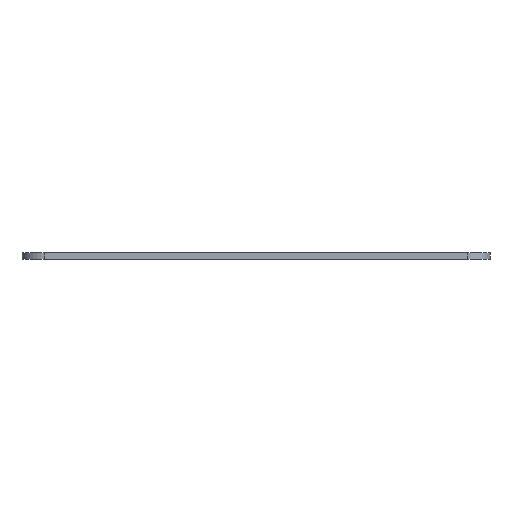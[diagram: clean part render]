
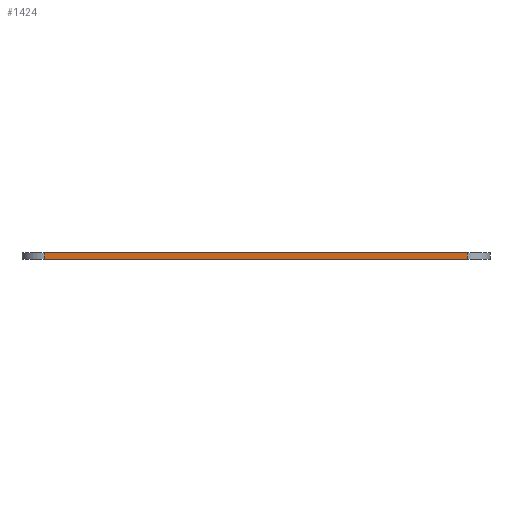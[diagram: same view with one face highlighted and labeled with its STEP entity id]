
A CAD part, left-side view. The second image highlights one B-rep face of the part: STEP entity #1424.
In plain terms, the highlighted planar face has unit normal (-1, 0, 0).
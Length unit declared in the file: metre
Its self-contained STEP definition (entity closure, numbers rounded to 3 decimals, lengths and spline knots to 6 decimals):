
#76=ORIENTED_EDGE('',*,*,#463,.F.);
#77=ORIENTED_EDGE('',*,*,#464,.F.);
#78=ORIENTED_EDGE('',*,*,#465,.T.);
#79=ORIENTED_EDGE('',*,*,#461,.T.);
#461=EDGE_CURVE('',#653,#652,#788,.T.);
#463=EDGE_CURVE('',#654,#652,#789,.T.);
#464=EDGE_CURVE('',#655,#654,#790,.T.);
#465=EDGE_CURVE('',#655,#653,#791,.T.);
#652=VERTEX_POINT('',#1998);
#653=VERTEX_POINT('',#2000);
#654=VERTEX_POINT('',#2004);
#655=VERTEX_POINT('',#2006);
#788=LINE('',#1999,#960);
#789=LINE('',#2003,#961);
#790=LINE('',#2005,#962);
#791=LINE('',#2007,#963);
#960=VECTOR('',#1634,1.);
#961=VECTOR('',#1639,1.);
#962=VECTOR('',#1640,1.);
#963=VECTOR('',#1641,1.);
#1126=EDGE_LOOP('',(#76,#77,#78,#79));
#1246=FACE_BOUND('',#1126,.T.);
#1363=PLANE('',#1515);
#1424=ADVANCED_FACE('',(#1246),#1363,.T.);
#1515=AXIS2_PLACEMENT_3D('',#2002,#1637,#1638);
#1634=DIRECTION('',(0.,0.,-1.));
#1637=DIRECTION('',(-1.,0.,0.));
#1638=DIRECTION('',(0.,0.,1.));
#1639=DIRECTION('',(0.,1.,0.));
#1640=DIRECTION('',(0.,0.,-1.));
#1641=DIRECTION('',(0.,1.,0.));
#1998=CARTESIAN_POINT('',(0.004,-0.009,0.));
#1999=CARTESIAN_POINT('',(0.004,-0.009,0.0015));
#2000=CARTESIAN_POINT('',(0.004,-0.009,0.0015));
#2002=CARTESIAN_POINT('',(0.004,-0.05575,0.0015));
#2003=CARTESIAN_POINT('',(0.004,-0.05575,0.));
#2004=CARTESIAN_POINT('',(0.004,-0.1025,0.));
#2005=CARTESIAN_POINT('',(0.004,-0.1025,0.0015));
#2006=CARTESIAN_POINT('',(0.004,-0.1025,0.0015));
#2007=CARTESIAN_POINT('',(0.004,-0.05575,0.0015));
